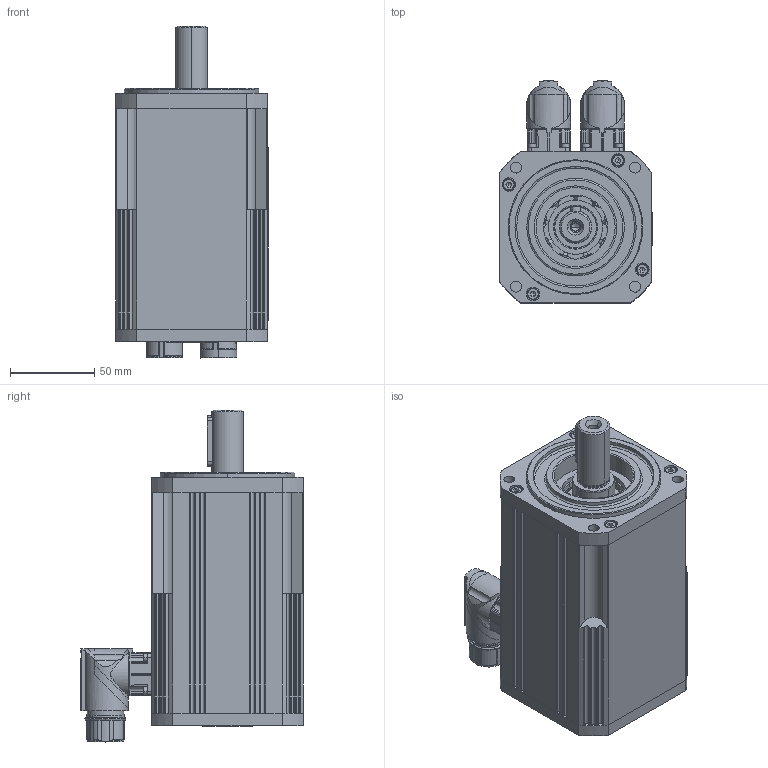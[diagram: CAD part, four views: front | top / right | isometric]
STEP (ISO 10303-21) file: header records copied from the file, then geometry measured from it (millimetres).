
FILE_DESCRIPTION((''),'2;1');
FILE_NAME('FP-409 + Resolver.stp','2011-11-08T09:39:12',('jlopez'),(''),'Autodesk Inventor 9','Autodesk Inventor 9','');
FILE_SCHEMA(('AUTOMOTIVE_DESIGN { 1 0 10303 214 1 1 1 1 }'));
Length unit declared in the file: millimetre
Products named in the file (1): Pieza1
Bounding box: 90.5 x 132.15 x 197.18 mm (x, y, z)
Volume: 26707.4 mm3; surface area: 163458.8 mm2
Topology: 21 solids, 29 shells, 1364 faces, 3647 edges, 2254 vertices
Faces by surface type: cylinder 556, plane 437, bspline 165, cone 94, sphere 64, torus 48
Entity records: 44416 total; most frequent: CARTESIAN_POINT 10898, DIRECTION 7369, ORIENTED_EDGE 6942, EDGE_CURVE 3471, AXIS2_PLACEMENT_3D 2969, VERTEX_POINT 2236, CIRCLE 1665, EDGE_LOOP 1565
